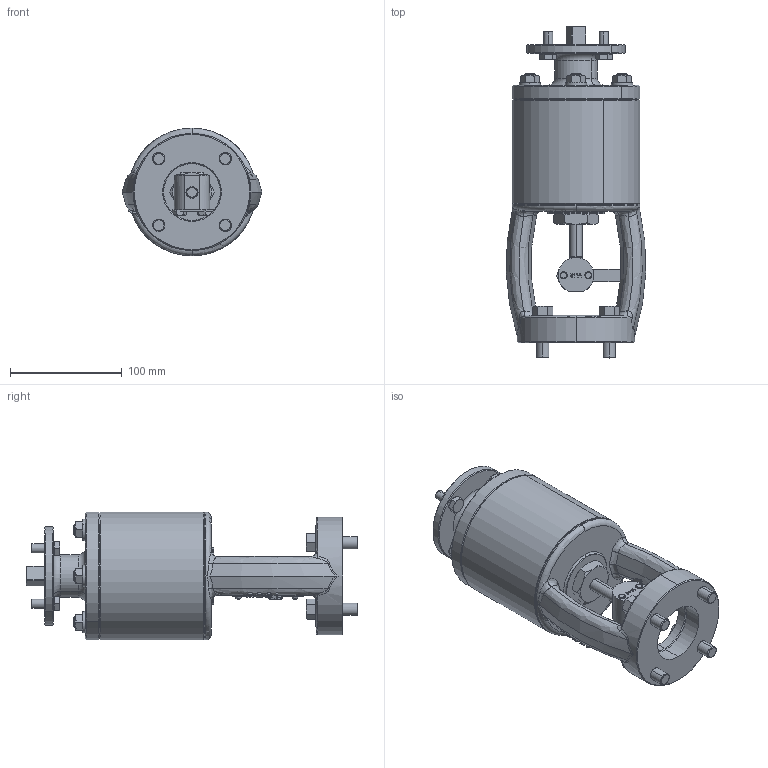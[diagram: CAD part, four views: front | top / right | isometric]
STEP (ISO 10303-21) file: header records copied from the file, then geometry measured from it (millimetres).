
FILE_DESCRIPTION (( 'STEP AP203' ), '1' );
FILE_NAME ('YHO.STEP', '2018-01-17T19:17:32', ( '' ), ( '' ), 'SwSTEP 2.0', 'SolidWorks 2016', '' );
FILE_SCHEMA (( 'CONFIG_CONTROL_DESIGN' ));
Products named in the file (1): YHO
Bounding box: 124.71 x 296.98 x 114.3 mm (x, y, z)
Volume: 1566629.7 mm3; surface area: 162928.3 mm2
Topology: 6 solids, 11 shells, 1525 faces, 3834 edges, 2401 vertices
Faces by surface type: plane 753, cone 220, bspline 217, cylinder 206, torus 117, sphere 12
Entity records: 57650 total; most frequent: CARTESIAN_POINT 23550, ORIENTED_EDGE 7628, DIRECTION 6343, EDGE_CURVE 3814, VERTEX_POINT 2401, AXIS2_PLACEMENT_3D 2277, VECTOR 1789, LINE 1789
